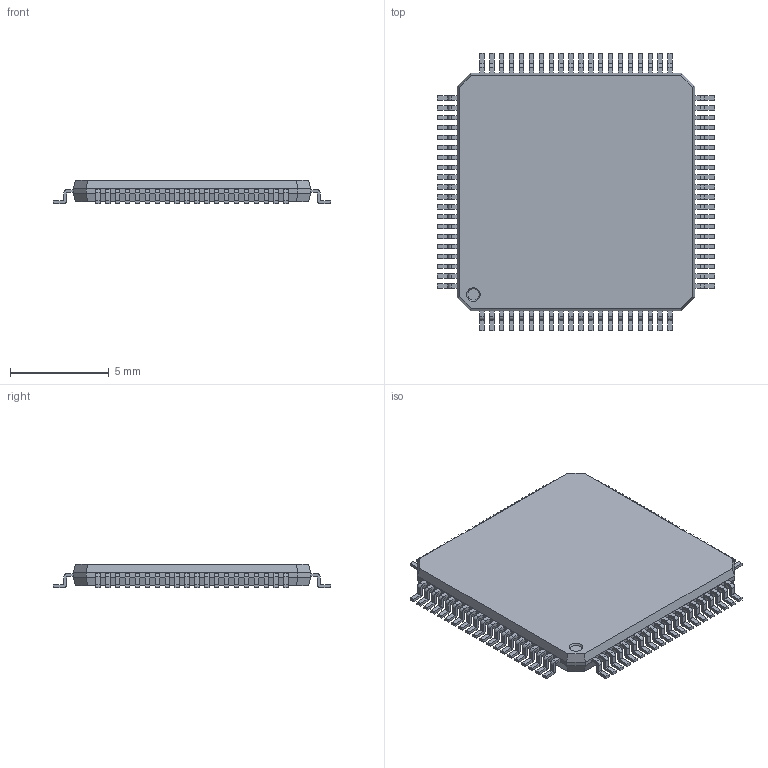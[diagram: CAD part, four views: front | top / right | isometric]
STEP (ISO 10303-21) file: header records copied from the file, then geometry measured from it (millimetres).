
FILE_DESCRIPTION(('STEP AP214'), '1');
FILE_NAME('QFP_package', '2019-01-11T21:15:43', ('Che'), (''), 'ASCON STEP Converter 1.3', 'ASCON Math Kernel', '');
FILE_SCHEMA(('AUTOMOTIVE_DESIGN { 1 0 10303 214 3 1 1}'));
Length unit declared in the file: millimetre
Bounding box: 14 x 14 x 1.2 mm (x, y, z)
Volume: 158.9 mm3; surface area: 415.7 mm2
Topology: 1 solids, 1 shells, 1068 faces, 2939 edges, 1954 vertices
Faces by surface type: plane 747, cylinder 320, cone 1
Entity records: 42420 total; most frequent: CARTESIAN_POINT 5961, ORIENTED_EDGE 5876, DIRECTION 5718, EDGE_CURVE 2938, LINE 2296, VECTOR 2296, VERTEX_POINT 1954, AXIS2_PLACEMENT_3D 1711
